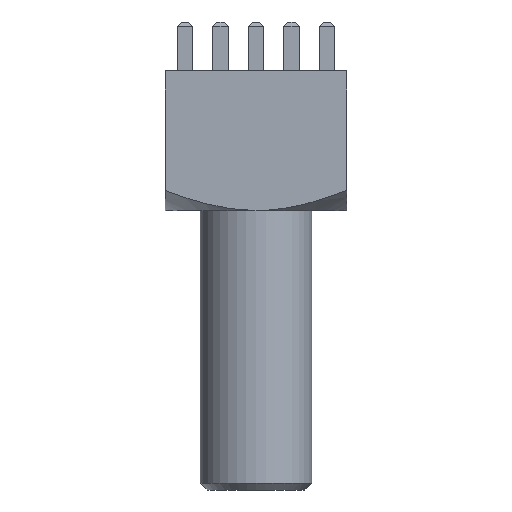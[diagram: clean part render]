
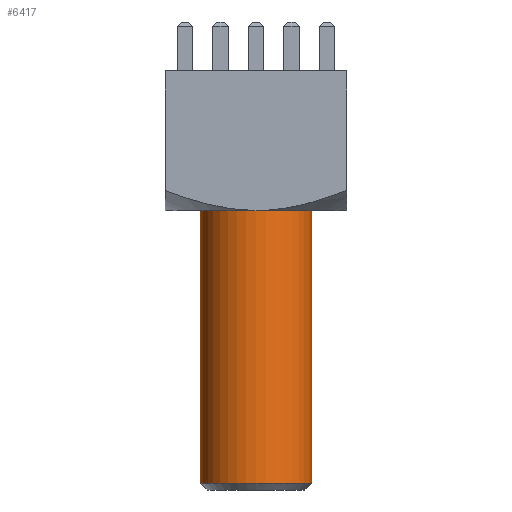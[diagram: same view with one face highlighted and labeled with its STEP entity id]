
A CAD part, front view. The second image highlights one B-rep face of the part: STEP entity #6417.
In plain terms, the highlighted cylindrical face has radius 4 mm (diameter 8 mm), a partial arc.
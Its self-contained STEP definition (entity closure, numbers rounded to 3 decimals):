
#142 = CARTESIAN_POINT ( 'NONE',  ( 4., 0., -19.5 ) ) ;
#158 = CARTESIAN_POINT ( 'NONE',  ( 4., 0., 0. ) ) ;
#162 = CARTESIAN_POINT ( 'NONE',  ( -4., 0., 0. ) ) ;
#163 = CARTESIAN_POINT ( 'NONE',  ( -4., 0., -19.5 ) ) ;
#539 = CIRCLE ( 'NONE', #544, 4. ) ;
#544 = AXIS2_PLACEMENT_3D ( 'NONE', #4768, #4769, #4770 ) ;
#546 = AXIS2_PLACEMENT_3D ( 'NONE', #4835, #4836, #4837 ) ;
#549 = CIRCLE ( 'NONE', #546, 4. ) ;
#795 = VECTOR ( 'NONE', #3517, 1000. ) ;
#808 = VECTOR ( 'NONE', #3552, 1000. ) ;
#1642 = LINE ( 'NONE', #3516, #795 ) ;
#1690 = ORIENTED_EDGE ( 'NONE', *, *, #4230, .T. ) ;
#1693 = ORIENTED_EDGE ( 'NONE', *, *, #5740, .T. ) ;
#1694 = ORIENTED_EDGE ( 'NONE', *, *, #5728, .F. ) ;
#1697 = ORIENTED_EDGE ( 'NONE', *, *, #4242, .T. ) ;
#2984 = DIRECTION ( 'NONE',  ( 0., 0., 1. ) ) ;
#2988 = FACE_OUTER_BOUND ( 'NONE', #5157, .T. ) ;
#2989 = CARTESIAN_POINT ( 'NONE',  ( 0., 0., -20. ) ) ;
#2990 = CYLINDRICAL_SURFACE ( 'NONE', #5522, 4. ) ;
#2991 = DIRECTION ( 'NONE',  ( 1., 0., 0. ) ) ;
#3516 = CARTESIAN_POINT ( 'NONE',  ( -4., 0., -20. ) ) ;
#3517 = DIRECTION ( 'NONE',  ( 0., 0., 1. ) ) ;
#3550 = LINE ( 'NONE', #3551, #808 ) ;
#3551 = CARTESIAN_POINT ( 'NONE',  ( 4., 0., -20. ) ) ;
#3552 = DIRECTION ( 'NONE',  ( 0., 0., 1. ) ) ;
#4230 = EDGE_CURVE ( 'NONE', #6190, #6194, #539, .T. ) ;
#4242 = EDGE_CURVE ( 'NONE', #6195, #6174, #549, .T. ) ;
#4768 = CARTESIAN_POINT ( 'NONE',  ( 0., 0., 0. ) ) ;
#4769 = DIRECTION ( 'NONE',  ( 0., 0., -1. ) ) ;
#4770 = DIRECTION ( 'NONE',  ( -1., 0., 0. ) ) ;
#4835 = CARTESIAN_POINT ( 'NONE',  ( 0., 0., -19.5 ) ) ;
#4836 = DIRECTION ( 'NONE',  ( 0., 0., 1. ) ) ;
#4837 = DIRECTION ( 'NONE',  ( -1., 0., 0. ) ) ;
#5157 = EDGE_LOOP ( 'NONE', ( #1694, #1697, #1693, #1690 ) ) ;
#5522 = AXIS2_PLACEMENT_3D ( 'NONE', #2989, #2984, #2991 ) ;
#5728 = EDGE_CURVE ( 'NONE', #6195, #6194, #1642, .T. ) ;
#5740 = EDGE_CURVE ( 'NONE', #6174, #6190, #3550, .T. ) ;
#6174 = VERTEX_POINT ( 'NONE', #142 ) ;
#6190 = VERTEX_POINT ( 'NONE', #158 ) ;
#6194 = VERTEX_POINT ( 'NONE', #162 ) ;
#6195 = VERTEX_POINT ( 'NONE', #163 ) ;
#6417 = ADVANCED_FACE ( 'NONE', ( #2988 ), #2990, .T. ) ;
